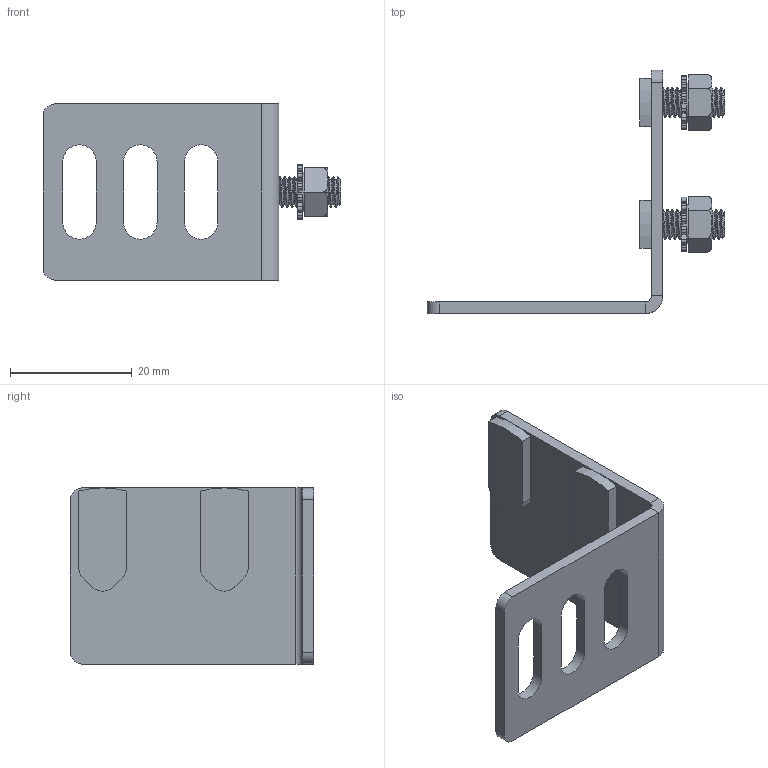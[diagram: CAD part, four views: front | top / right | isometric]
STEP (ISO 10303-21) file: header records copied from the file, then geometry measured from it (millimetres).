
FILE_DESCRIPTION((''),'2;1');
FILE_NAME('147226_ASM','2016-02-04T',('pdmadmin'),(''),'PRO/ENGINEER BY PARAMETRIC TECHNOLOGY CORPORATION, 2013230','PRO/ENGINEER BY PARAMETRIC TECHNOLOGY CORPORATION, 2013230','');
FILE_SCHEMA(('CONFIG_CONTROL_DESIGN'));
Length unit declared in the file: millimetre
Products named in the file (5): 142172; 142172_THREADED_INSERT; 142172_ASM; 119057; 147226_ASM
Assembly tree (6 placements, depth 3):
  147226_ASM
    142172_ASM
      142172
      142172_THREADED_INSERT  x2
    119057  x2
Bounding box: 49 x 40 x 29 mm (x, y, z)
Volume: 4908.2 mm3; surface area: 6540.1 mm2
Topology: 5 solids, 7 shells, 372 faces, 1000 edges, 640 vertices
Faces by surface type: plane 172, cylinder 160, bspline 24, cone 12, torus 4
Entity records: 11265 total; most frequent: CARTESIAN_POINT 6072, ORIENTED_EDGE 1084, DIRECTION 1039, EDGE_CURVE 544, AXIS2_PLACEMENT_3D 368, VERTEX_POINT 348, VECTOR 303, LINE 303
